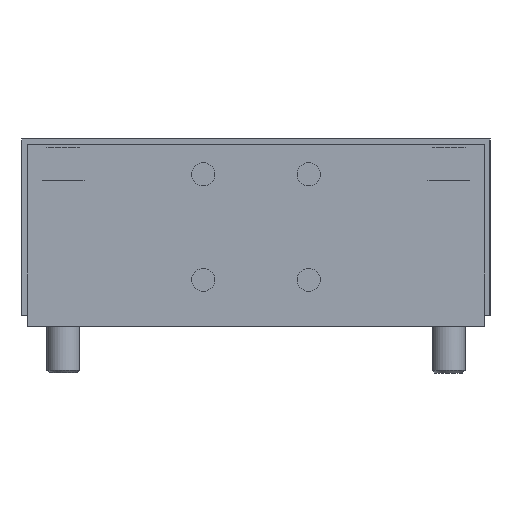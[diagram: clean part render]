
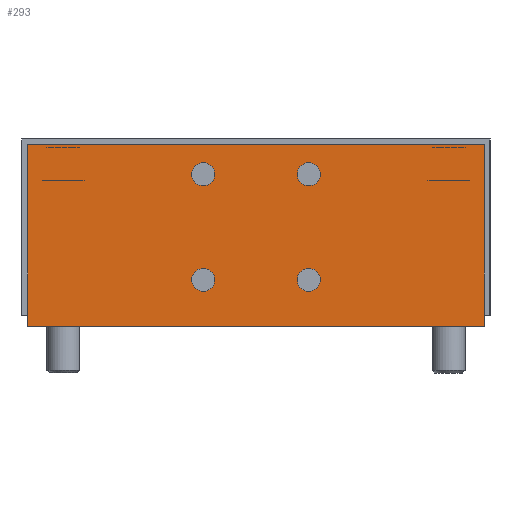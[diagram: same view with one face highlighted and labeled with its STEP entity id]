
A CAD part, left-side view. The second image highlights one B-rep face of the part: STEP entity #293.
In plain terms, the highlighted planar face has unit normal (-1, 0, 0).
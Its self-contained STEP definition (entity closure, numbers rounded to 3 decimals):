
#293 = ADVANCED_FACE( '', ( #765, #766, #767, #768, #769 ), #770, .F. );
#765 = FACE_BOUND( '', #1540, .T. );
#766 = FACE_BOUND( '', #1541, .T. );
#767 = FACE_BOUND( '', #1542, .T. );
#768 = FACE_BOUND( '', #1543, .T. );
#769 = FACE_OUTER_BOUND( '', #1544, .T. );
#770 = PLANE( '', #1545 );
#1540 = EDGE_LOOP( '', ( #2402 ) );
#1541 = EDGE_LOOP( '', ( #2403 ) );
#1542 = EDGE_LOOP( '', ( #2404 ) );
#1543 = EDGE_LOOP( '', ( #2405 ) );
#1544 = EDGE_LOOP( '', ( #2406, #2407, #2408, #2409 ) );
#1545 = AXIS2_PLACEMENT_3D( '', #2410, #2411, #2412 );
#2402 = ORIENTED_EDGE( '', *, *, #3692, .F. );
#2403 = ORIENTED_EDGE( '', *, *, #3693, .F. );
#2404 = ORIENTED_EDGE( '', *, *, #3584, .F. );
#2405 = ORIENTED_EDGE( '', *, *, #3694, .F. );
#2406 = ORIENTED_EDGE( '', *, *, #3695, .T. );
#2407 = ORIENTED_EDGE( '', *, *, #3696, .T. );
#2408 = ORIENTED_EDGE( '', *, *, #3697, .T. );
#2409 = ORIENTED_EDGE( '', *, *, #3698, .T. );
#2410 = CARTESIAN_POINT( '', ( -459.5, -23., 16. ) );
#2411 = DIRECTION( '', ( 1., 0., 0. ) );
#2412 = DIRECTION( '', ( 0., 1., 0. ) );
#3584 = EDGE_CURVE( '', #4094, #4094, #4095, .T. );
#3692 = EDGE_CURVE( '', #4277, #4277, #4278, .T. );
#3693 = EDGE_CURVE( '', #4279, #4279, #4280, .T. );
#3694 = EDGE_CURVE( '', #4281, #4281, #4282, .T. );
#3695 = EDGE_CURVE( '', #4283, #4284, #4285, .T. );
#3696 = EDGE_CURVE( '', #4284, #4286, #4287, .T. );
#3697 = EDGE_CURVE( '', #4286, #4288, #4289, .T. );
#3698 = EDGE_CURVE( '', #4288, #4283, #4290, .T. );
#4094 = VERTEX_POINT( '', #4852 );
#4095 = CIRCLE( '', #4853, 2.1 );
#4277 = VERTEX_POINT( '', #5171 );
#4278 = CIRCLE( '', #5172, 2.1 );
#4279 = VERTEX_POINT( '', #5173 );
#4280 = CIRCLE( '', #5174, 2.1 );
#4281 = VERTEX_POINT( '', #5175 );
#4282 = CIRCLE( '', #5176, 2.1 );
#4283 = VERTEX_POINT( '', #5177 );
#4284 = VERTEX_POINT( '', #5178 );
#4285 = LINE( '', #5179, #5180 );
#4286 = VERTEX_POINT( '', #5181 );
#4287 = LINE( '', #5182, #5183 );
#4288 = VERTEX_POINT( '', #5184 );
#4289 = LINE( '', #5185, #5186 );
#4290 = LINE( '', #5187, #5188 );
#4852 = CARTESIAN_POINT( '', ( -459.5, -11.7, 25.6 ) );
#4853 = AXIS2_PLACEMENT_3D( '', #5863, #5864, #5865 );
#5171 = CARTESIAN_POINT( '', ( -459.5, -11.7, 6.4 ) );
#5172 = AXIS2_PLACEMENT_3D( '', #6014, #6015, #6016 );
#5173 = CARTESIAN_POINT( '', ( -459.5, 7.5, 6.4 ) );
#5174 = AXIS2_PLACEMENT_3D( '', #6017, #6018, #6019 );
#5175 = CARTESIAN_POINT( '', ( -459.5, 7.5, 25.6 ) );
#5176 = AXIS2_PLACEMENT_3D( '', #6020, #6021, #6022 );
#5177 = CARTESIAN_POINT( '', ( -459.5, 41.5, -2. ) );
#5178 = CARTESIAN_POINT( '', ( -459.5, -41.5, -2. ) );
#5179 = CARTESIAN_POINT( '', ( -459.5, 41.5, -2. ) );
#5180 = VECTOR( '', #6023, 1000. );
#5181 = CARTESIAN_POINT( '', ( -459.5, -41.5, 31. ) );
#5182 = CARTESIAN_POINT( '', ( -459.5, -41.5, -2. ) );
#5183 = VECTOR( '', #6024, 1000. );
#5184 = CARTESIAN_POINT( '', ( -459.5, 41.5, 31. ) );
#5185 = CARTESIAN_POINT( '', ( -459.5, -41.5, 31. ) );
#5186 = VECTOR( '', #6025, 1000. );
#5187 = CARTESIAN_POINT( '', ( -459.5, 41.5, 31. ) );
#5188 = VECTOR( '', #6026, 1000. );
#5863 = CARTESIAN_POINT( '', ( -459.5, -9.6, 25.6 ) );
#5864 = DIRECTION( '', ( -1., 0., 0. ) );
#5865 = DIRECTION( '', ( 0., -1., 0. ) );
#6014 = CARTESIAN_POINT( '', ( -459.5, -9.6, 6.4 ) );
#6015 = DIRECTION( '', ( -1., 0., 0. ) );
#6016 = DIRECTION( '', ( 0., -1., 0. ) );
#6017 = CARTESIAN_POINT( '', ( -459.5, 9.6, 6.4 ) );
#6018 = DIRECTION( '', ( -1., 0., 0. ) );
#6019 = DIRECTION( '', ( 0., -1., 0. ) );
#6020 = CARTESIAN_POINT( '', ( -459.5, 9.6, 25.6 ) );
#6021 = DIRECTION( '', ( -1., 0., 0. ) );
#6022 = DIRECTION( '', ( 0., -1., 0. ) );
#6023 = DIRECTION( '', ( 0., -1., 0. ) );
#6024 = DIRECTION( '', ( 0., 0., 1. ) );
#6025 = DIRECTION( '', ( 0., 1., 0. ) );
#6026 = DIRECTION( '', ( 0., 0., -1. ) );
